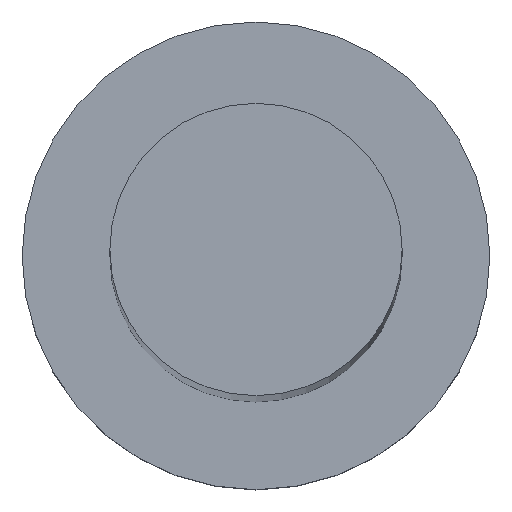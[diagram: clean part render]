
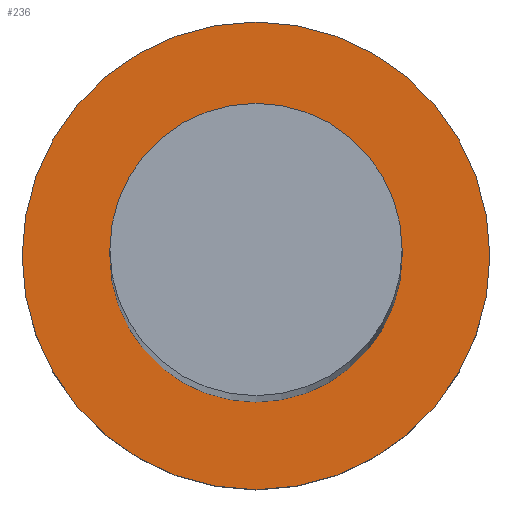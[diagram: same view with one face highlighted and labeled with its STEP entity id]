
A CAD part, top view. The second image highlights one B-rep face of the part: STEP entity #236.
In plain terms, the highlighted planar face has unit normal (0, 0, 1).
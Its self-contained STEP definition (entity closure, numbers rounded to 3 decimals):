
#3 = AXIS2_PLACEMENT_3D ( 'NONE', #240, #183, #138 ) ;
#6 = CARTESIAN_POINT ( 'NONE',  ( 0., 0., 5. ) ) ;
#13 = ORIENTED_EDGE ( 'NONE', *, *, #47, .T. ) ;
#20 = CARTESIAN_POINT ( 'NONE',  ( 0., 0., 5. ) ) ;
#25 = CARTESIAN_POINT ( 'NONE',  ( 0., 0., 5. ) ) ;
#30 = CIRCLE ( 'NONE', #171, 8. ) ;
#31 = AXIS2_PLACEMENT_3D ( 'NONE', #20, #201, #137 ) ;
#32 = VERTEX_POINT ( 'NONE', #87 ) ;
#35 = EDGE_LOOP ( 'NONE', ( #13, #211 ) ) ;
#47 = EDGE_CURVE ( 'NONE', #249, #32, #30, .T. ) ;
#50 = CARTESIAN_POINT ( 'NONE',  ( 0., 0., 5. ) ) ;
#53 = ORIENTED_EDGE ( 'NONE', *, *, #90, .F. ) ;
#73 = VERTEX_POINT ( 'NONE', #123 ) ;
#87 = CARTESIAN_POINT ( 'NONE',  ( 8., 0., 5. ) ) ;
#90 = EDGE_CURVE ( 'NONE', #103, #73, #228, .T. ) ;
#97 = DIRECTION ( 'NONE',  ( 1., 0., 0. ) ) ;
#102 = CIRCLE ( 'NONE', #160, 8. ) ;
#103 = VERTEX_POINT ( 'NONE', #139 ) ;
#108 = ORIENTED_EDGE ( 'NONE', *, *, #253, .F. ) ;
#116 = EDGE_CURVE ( 'NONE', #32, #249, #102, .T. ) ;
#123 = CARTESIAN_POINT ( 'NONE',  ( 5., 0., 5. ) ) ;
#133 = CARTESIAN_POINT ( 'NONE',  ( -8., 0., 5. ) ) ;
#137 = DIRECTION ( 'NONE',  ( 1., 0., 0. ) ) ;
#138 = DIRECTION ( 'NONE',  ( 1., 0., 0. ) ) ;
#139 = CARTESIAN_POINT ( 'NONE',  ( -5., 0., 5. ) ) ;
#152 = AXIS2_PLACEMENT_3D ( 'NONE', #25, #254, #175 ) ;
#159 = DIRECTION ( 'NONE',  ( 0., 0., 1. ) ) ;
#160 = AXIS2_PLACEMENT_3D ( 'NONE', #6, #225, #97 ) ;
#171 = AXIS2_PLACEMENT_3D ( 'NONE', #50, #159, #178 ) ;
#175 = DIRECTION ( 'NONE',  ( 1., 0., 0. ) ) ;
#177 = PLANE ( 'NONE',  #31 ) ;
#178 = DIRECTION ( 'NONE',  ( 1., 0., 0. ) ) ;
#183 = DIRECTION ( 'NONE',  ( 0., 0., 1. ) ) ;
#186 = EDGE_LOOP ( 'NONE', ( #53, #108 ) ) ;
#201 = DIRECTION ( 'NONE',  ( 0., 0., 1. ) ) ;
#211 = ORIENTED_EDGE ( 'NONE', *, *, #116, .T. ) ;
#216 = FACE_OUTER_BOUND ( 'NONE', #35, .T. ) ;
#225 = DIRECTION ( 'NONE',  ( 0., 0., 1. ) ) ;
#228 = CIRCLE ( 'NONE', #3, 5. ) ;
#236 = ADVANCED_FACE ( 'NONE', ( #243, #216 ), #177, .T. ) ;
#240 = CARTESIAN_POINT ( 'NONE',  ( 0., 0., 5. ) ) ;
#243 = FACE_BOUND ( 'NONE', #186, .T. ) ;
#247 = CIRCLE ( 'NONE', #152, 5. ) ;
#249 = VERTEX_POINT ( 'NONE', #133 ) ;
#253 = EDGE_CURVE ( 'NONE', #73, #103, #247, .T. ) ;
#254 = DIRECTION ( 'NONE',  ( 0., 0., 1. ) ) ;
